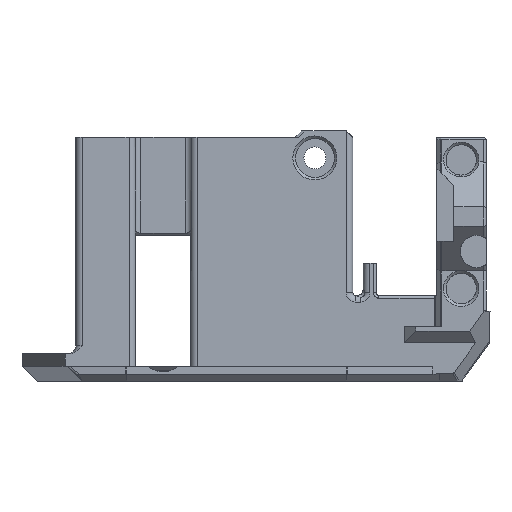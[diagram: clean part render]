
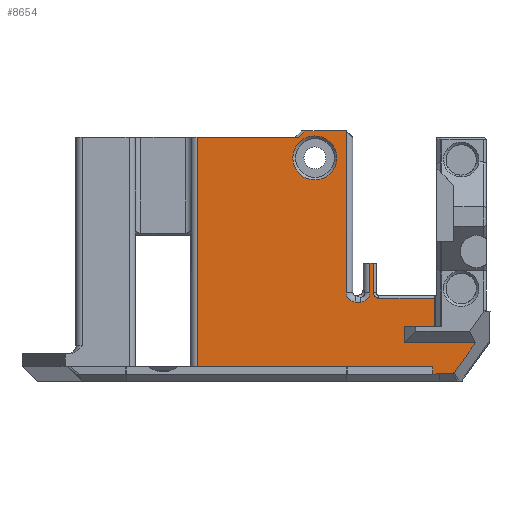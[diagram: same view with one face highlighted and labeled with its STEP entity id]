
A CAD part, left-side view. The second image highlights one B-rep face of the part: STEP entity #8654.
In plain terms, the highlighted planar face has unit normal (-1, 0, 0).
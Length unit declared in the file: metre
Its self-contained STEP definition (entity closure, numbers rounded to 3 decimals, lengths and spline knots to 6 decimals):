
#114=CIRCLE('',#9215,0.0014);
#118=CIRCLE('',#9220,0.0034);
#119=CIRCLE('',#9223,0.0008);
#120=CIRCLE('',#9224,0.0014);
#603=ELLIPSE('',#9221,0.000567,0.0004);
#604=ELLIPSE('',#9222,0.000602,0.0004);
#1007=ORIENTED_EDGE('',*,*,#3630,.F.);
#1008=ORIENTED_EDGE('',*,*,#3631,.F.);
#1009=ORIENTED_EDGE('',*,*,#3632,.T.);
#1010=ORIENTED_EDGE('',*,*,#3591,.F.);
#1011=ORIENTED_EDGE('',*,*,#3633,.F.);
#1012=ORIENTED_EDGE('',*,*,#3634,.F.);
#1013=ORIENTED_EDGE('',*,*,#3635,.T.);
#1014=ORIENTED_EDGE('',*,*,#3636,.F.);
#1015=ORIENTED_EDGE('',*,*,#3637,.F.);
#1016=ORIENTED_EDGE('',*,*,#3638,.F.);
#1017=ORIENTED_EDGE('',*,*,#3639,.F.);
#1018=ORIENTED_EDGE('',*,*,#3640,.F.);
#1019=ORIENTED_EDGE('',*,*,#3641,.F.);
#1020=ORIENTED_EDGE('',*,*,#3642,.F.);
#1021=ORIENTED_EDGE('',*,*,#3643,.F.);
#1022=ORIENTED_EDGE('',*,*,#3644,.F.);
#1023=ORIENTED_EDGE('',*,*,#3645,.F.);
#1024=ORIENTED_EDGE('',*,*,#3646,.F.);
#1025=ORIENTED_EDGE('',*,*,#3647,.T.);
#1026=ORIENTED_EDGE('',*,*,#3648,.F.);
#1027=ORIENTED_EDGE('',*,*,#3649,.F.);
#1028=ORIENTED_EDGE('',*,*,#3650,.F.);
#1029=ORIENTED_EDGE('',*,*,#3626,.F.);
#1030=ORIENTED_EDGE('',*,*,#3651,.F.);
#1031=ORIENTED_EDGE('',*,*,#3652,.F.);
#3591=EDGE_CURVE('',#4907,#4908,#5743,.T.);
#3626=EDGE_CURVE('',#4931,#4932,#114,.T.);
#3630=EDGE_CURVE('',#4935,#4935,#118,.T.);
#3631=EDGE_CURVE('',#4936,#4937,#5762,.T.);
#3632=EDGE_CURVE('',#4936,#4908,#5763,.T.);
#3633=EDGE_CURVE('',#4938,#4907,#5764,.T.);
#3634=EDGE_CURVE('',#4939,#4938,#5765,.T.);
#3635=EDGE_CURVE('',#4939,#4940,#5766,.T.);
#3636=EDGE_CURVE('',#4941,#4940,#603,.T.);
#3637=EDGE_CURVE('',#4942,#4941,#5767,.T.);
#3638=EDGE_CURVE('',#4943,#4942,#604,.T.);
#3639=EDGE_CURVE('',#4944,#4943,#5768,.T.);
#3640=EDGE_CURVE('',#4945,#4944,#5769,.T.);
#3641=EDGE_CURVE('',#4946,#4945,#5770,.T.);
#3642=EDGE_CURVE('',#4947,#4946,#5771,.T.);
#3643=EDGE_CURVE('',#4948,#4947,#5772,.T.);
#3644=EDGE_CURVE('',#4949,#4948,#5773,.T.);
#3645=EDGE_CURVE('',#4950,#4949,#119,.T.);
#3646=EDGE_CURVE('',#4951,#4950,#5774,.T.);
#3647=EDGE_CURVE('',#4951,#4952,#5775,.T.);
#3648=EDGE_CURVE('',#4953,#4952,#5776,.T.);
#3649=EDGE_CURVE('',#4954,#4953,#120,.T.);
#3650=EDGE_CURVE('',#4932,#4954,#5777,.T.);
#3651=EDGE_CURVE('',#4955,#4931,#5778,.T.);
#3652=EDGE_CURVE('',#4937,#4955,#5779,.T.);
#4907=VERTEX_POINT('',#12825);
#4908=VERTEX_POINT('',#12827);
#4931=VERTEX_POINT('',#12897);
#4932=VERTEX_POINT('',#12898);
#4935=VERTEX_POINT('',#12906);
#4936=VERTEX_POINT('',#12908);
#4937=VERTEX_POINT('',#12909);
#4938=VERTEX_POINT('',#12912);
#4939=VERTEX_POINT('',#12914);
#4940=VERTEX_POINT('',#12916);
#4941=VERTEX_POINT('',#12918);
#4942=VERTEX_POINT('',#12920);
#4943=VERTEX_POINT('',#12922);
#4944=VERTEX_POINT('',#12924);
#4945=VERTEX_POINT('',#12926);
#4946=VERTEX_POINT('',#12928);
#4947=VERTEX_POINT('',#12930);
#4948=VERTEX_POINT('',#12932);
#4949=VERTEX_POINT('',#12934);
#4950=VERTEX_POINT('',#12936);
#4951=VERTEX_POINT('',#12938);
#4952=VERTEX_POINT('',#12940);
#4953=VERTEX_POINT('',#12942);
#4954=VERTEX_POINT('',#12944);
#4955=VERTEX_POINT('',#12947);
#5743=LINE('',#12826,#6575);
#5762=LINE('',#12907,#6594);
#5763=LINE('',#12910,#6595);
#5764=LINE('',#12911,#6596);
#5765=LINE('',#12913,#6597);
#5766=LINE('',#12915,#6598);
#5767=LINE('',#12919,#6599);
#5768=LINE('',#12923,#6600);
#5769=LINE('',#12925,#6601);
#5770=LINE('',#12927,#6602);
#5771=LINE('',#12929,#6603);
#5772=LINE('',#12931,#6604);
#5773=LINE('',#12933,#6605);
#5774=LINE('',#12937,#6606);
#5775=LINE('',#12939,#6607);
#5776=LINE('',#12941,#6608);
#5777=LINE('',#12945,#6609);
#5778=LINE('',#12946,#6610);
#5779=LINE('',#12948,#6611);
#6575=VECTOR('',#10206,1.);
#6594=VECTOR('',#10293,1.);
#6595=VECTOR('',#10294,1.);
#6596=VECTOR('',#10295,1.);
#6597=VECTOR('',#10296,1.);
#6598=VECTOR('',#10297,1.);
#6599=VECTOR('',#10300,1.);
#6600=VECTOR('',#10303,1.);
#6601=VECTOR('',#10304,1.);
#6602=VECTOR('',#10305,1.);
#6603=VECTOR('',#10306,1.);
#6604=VECTOR('',#10307,1.);
#6605=VECTOR('',#10308,1.);
#6606=VECTOR('',#10311,1.);
#6607=VECTOR('',#10312,1.);
#6608=VECTOR('',#10313,1.);
#6609=VECTOR('',#10316,1.);
#6610=VECTOR('',#10317,1.);
#6611=VECTOR('',#10318,1.);
#7318=EDGE_LOOP('',(#1007));
#7319=EDGE_LOOP('',(#1008,#1009,#1010,#1011,#1012,#1013,#1014,#1015,#1016,
#1017,#1018,#1019,#1020,#1021,#1022,#1023,#1024,#1025,#1026,#1027,#1028,
#1029,#1030,#1031));
#7852=FACE_BOUND('',#7318,.T.);
#7853=FACE_BOUND('',#7319,.T.);
#8367=PLANE('',#9219);
#8654=ADVANCED_FACE('',(#7852,#7853),#8367,.T.);
#9215=AXIS2_PLACEMENT_3D('',#12896,#10281,#10282);
#9219=AXIS2_PLACEMENT_3D('',#12904,#10289,#10290);
#9220=AXIS2_PLACEMENT_3D('',#12905,#10291,#10292);
#9221=AXIS2_PLACEMENT_3D('',#12917,#10298,#10299);
#9222=AXIS2_PLACEMENT_3D('',#12921,#10301,#10302);
#9223=AXIS2_PLACEMENT_3D('',#12935,#10309,#10310);
#9224=AXIS2_PLACEMENT_3D('',#12943,#10314,#10315);
#10206=DIRECTION('',(0.,0.,1.));
#10281=DIRECTION('',(-1.,0.,0.));
#10282=DIRECTION('',(0.,1.,0.));
#10289=DIRECTION('',(-1.,0.,0.));
#10290=DIRECTION('',(0.,-1.,0.));
#10291=DIRECTION('',(-1.,0.,0.));
#10292=DIRECTION('',(0.,-1.,0.));
#10293=DIRECTION('',(0.,-0.707,0.707));
#10294=DIRECTION('',(0.,1.,0.));
#10295=DIRECTION('',(0.,1.,0.));
#10296=DIRECTION('',(0.,0.,1.));
#10297=DIRECTION('',(0.,-0.984,0.176));
#10298=DIRECTION('',(-1.,0.,0.));
#10299=DIRECTION('',(0.,0.09,-0.996));
#10300=DIRECTION('',(0.,1.,0.));
#10301=DIRECTION('',(1.,0.,0.));
#10302=DIRECTION('',(0.,0.458,0.889));
#10303=DIRECTION('',(0.,0.581,-0.814));
#10304=DIRECTION('',(0.,-1.,0.));
#10305=DIRECTION('',(0.,0.,-1.));
#10306=DIRECTION('',(0.,1.,0.));
#10307=DIRECTION('',(0.,0.,-1.));
#10308=DIRECTION('',(0.,-1.,0.));
#10309=DIRECTION('',(-1.,0.,0.));
#10310=DIRECTION('',(0.,-1.,0.));
#10311=DIRECTION('',(0.,0.,-1.));
#10312=DIRECTION('',(0.,1.,0.));
#10313=DIRECTION('',(0.,0.,1.));
#10314=DIRECTION('',(-1.,0.,0.));
#10315=DIRECTION('',(0.,1.,0.));
#10316=DIRECTION('',(0.,-1.,0.));
#10317=DIRECTION('',(0.,0.,-1.));
#10318=DIRECTION('',(0.,-1.,0.));
#12825=CARTESIAN_POINT('',(-0.366684,0.109629,0.0022));
#12826=CARTESIAN_POINT('',(-0.366684,0.109629,0.020415));
#12827=CARTESIAN_POINT('',(-0.366684,0.109629,0.03763));
#12896=CARTESIAN_POINT('',(-0.366684,0.085154,0.0136));
#12897=CARTESIAN_POINT('',(-0.366684,0.086554,0.0136));
#12898=CARTESIAN_POINT('',(-0.366684,0.085154,0.0122));
#12904=CARTESIAN_POINT('',(-0.366684,0.128379,0.0032));
#12905=CARTESIAN_POINT('',(-0.366684,0.09142,0.034464));
#12906=CARTESIAN_POINT('',(-0.366684,0.08802,0.034464));
#12907=CARTESIAN_POINT('',(-0.366684,0.108941,0.022652));
#12908=CARTESIAN_POINT('',(-0.366684,0.093965,0.03763));
#12909=CARTESIAN_POINT('',(-0.366684,0.092963,0.03863));
#12910=CARTESIAN_POINT('',(-0.366684,0.128379,0.03763));
#12911=CARTESIAN_POINT('',(-0.366684,0.09867,0.0022));
#12912=CARTESIAN_POINT('',(-0.366684,0.07318,0.0022));
#12913=CARTESIAN_POINT('',(-0.366684,0.07318,0.0024));
#12914=CARTESIAN_POINT('',(-0.366684,0.07318,0.001006));
#12915=CARTESIAN_POINT('',(-0.366684,0.126279,-0.008512));
#12916=CARTESIAN_POINT('',(-0.366684,0.072126,0.001195));
#12917=CARTESIAN_POINT('',(-0.366684,0.072101,0.000634));
#12918=CARTESIAN_POINT('',(-0.366684,0.072075,0.0012));
#12919=CARTESIAN_POINT('',(-0.366684,0.110768,0.0012));
#12920=CARTESIAN_POINT('',(-0.366684,0.070108,0.0012));
#12921=CARTESIAN_POINT('',(-0.366684,0.070253,0.001766));
#12922=CARTESIAN_POINT('',(-0.366684,0.069878,0.001318));
#12923=CARTESIAN_POINT('',(-0.366684,0.069573,0.001745));
#12924=CARTESIAN_POINT('',(-0.366684,0.066605,0.0059));
#12925=CARTESIAN_POINT('',(-0.366684,0.071641,0.0059));
#12926=CARTESIAN_POINT('',(-0.366684,0.077621,0.0059));
#12927=CARTESIAN_POINT('',(-0.366684,0.077621,0.0045));
#12928=CARTESIAN_POINT('',(-0.366684,0.077621,0.0084));
#12929=CARTESIAN_POINT('',(-0.366684,0.077721,0.0084));
#12930=CARTESIAN_POINT('',(-0.366684,0.072965,0.0084));
#12931=CARTESIAN_POINT('',(-0.366684,0.072965,0.019315));
#12932=CARTESIAN_POINT('',(-0.366684,0.072965,0.0128));
#12933=CARTESIAN_POINT('',(-0.366684,0.097188,0.0128));
#12934=CARTESIAN_POINT('',(-0.366684,0.081546,0.0128));
#12935=CARTESIAN_POINT('',(-0.366684,0.081546,0.0136));
#12936=CARTESIAN_POINT('',(-0.366684,0.082346,0.0136));
#12937=CARTESIAN_POINT('',(-0.366684,0.082346,0.0082));
#12938=CARTESIAN_POINT('',(-0.366684,0.082346,0.0182));
#12939=CARTESIAN_POINT('',(-0.366684,0.128379,0.0182));
#12940=CARTESIAN_POINT('',(-0.366684,0.082946,0.0182));
#12941=CARTESIAN_POINT('',(-0.366684,0.082946,0.0052));
#12942=CARTESIAN_POINT('',(-0.366684,0.082946,0.0136));
#12943=CARTESIAN_POINT('',(-0.366684,0.084346,0.0136));
#12944=CARTESIAN_POINT('',(-0.366684,0.084346,0.0122));
#12945=CARTESIAN_POINT('',(-0.366684,0.097188,0.0122));
#12946=CARTESIAN_POINT('',(-0.366684,0.086554,0.014308));
#12947=CARTESIAN_POINT('',(-0.366684,0.086554,0.03863));
#12948=CARTESIAN_POINT('',(-0.366684,0.09867,0.03863));
